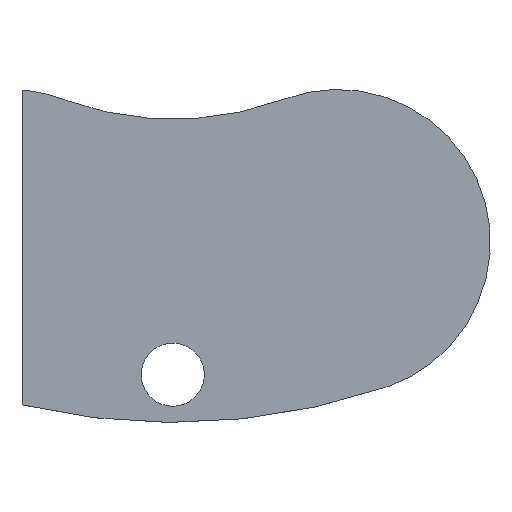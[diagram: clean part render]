
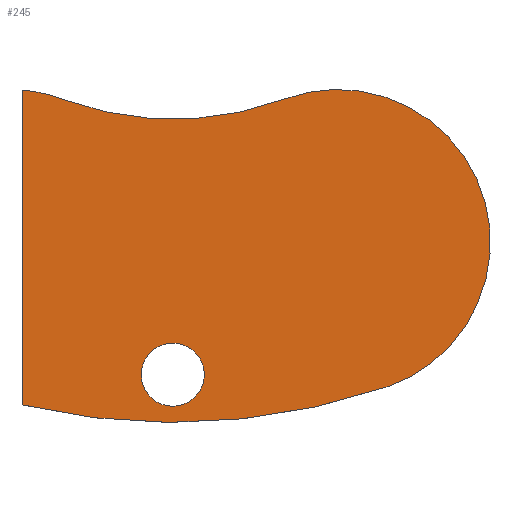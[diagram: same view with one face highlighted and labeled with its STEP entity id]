
A CAD part, top view. The second image highlights one B-rep face of the part: STEP entity #245.
In plain terms, the highlighted planar face has unit normal (0, 0, 1).
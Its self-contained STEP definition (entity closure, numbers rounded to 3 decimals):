
#54 = VERTEX_POINT('',#55);
#55 = CARTESIAN_POINT('',(153.318,-97.319,0.));
#73 = VERTEX_POINT('',#74);
#74 = CARTESIAN_POINT('',(161.485,-120.097,0.));
#80 = EDGE_CURVE('',#54,#73,#81,.T.);
#81 = CIRCLE('',#82,12.1);
#82 = AXIS2_PLACEMENT_3D('',#83,#84,#85);
#83 = CARTESIAN_POINT('',(157.57,-108.647,0.));
#84 = DIRECTION('',(0.,0.,-1.));
#85 = DIRECTION('',(-0.351,0.936,0.));
#106 = VERTEX_POINT('',#107);
#107 = CARTESIAN_POINT('',(135.821,-97.319,0.));
#113 = EDGE_CURVE('',#54,#106,#114,.T.);
#114 = CIRCLE('',#115,24.923);
#115 = AXIS2_PLACEMENT_3D('',#116,#117,#118);
#116 = CARTESIAN_POINT('',(144.57,-73.982,0.));
#117 = DIRECTION('',(0.,-0.,-1.));
#118 = DIRECTION('',(0.351,-0.936,0.));
#139 = VERTEX_POINT('',#140);
#140 = CARTESIAN_POINT('',(132.59,-121.518,0.));
#146 = EDGE_CURVE('',#73,#139,#147,.T.);
#147 = CIRCLE('',#148,52.317);
#148 = AXIS2_PLACEMENT_3D('',#149,#150,#151);
#149 = CARTESIAN_POINT('',(144.568,-70.59,0.));
#150 = DIRECTION('',(0.,-0.,-1.));
#151 = DIRECTION('',(0.323,-0.946,0.));
#162 = VERTEX_POINT('',#163);
#163 = CARTESIAN_POINT('',(132.59,-96.591,0.));
#179 = EDGE_CURVE('',#162,#106,#180,.T.);
#180 = CIRCLE('',#181,12.123);
#181 = AXIS2_PLACEMENT_3D('',#182,#183,#184);
#182 = CARTESIAN_POINT('',(131.564,-108.67,0.));
#183 = DIRECTION('',(0.,0.,-1.));
#184 = DIRECTION('',(0.085,0.996,0.));
#202 = EDGE_CURVE('',#139,#162,#203,.T.);
#203 = LINE('',#204,#205);
#204 = CARTESIAN_POINT('',(132.59,-121.518,0.));
#205 = VECTOR('',#206,1.);
#206 = DIRECTION('',(0.,1.,0.));
#217 = VERTEX_POINT('',#218);
#218 = CARTESIAN_POINT('',(147.026,-119.126,0.));
#234 = EDGE_CURVE('',#217,#217,#235,.T.);
#235 = CIRCLE('',#236,2.5);
#236 = AXIS2_PLACEMENT_3D('',#237,#238,#239);
#237 = CARTESIAN_POINT('',(144.526,-119.126,0.));
#238 = DIRECTION('',(0.,0.,1.));
#239 = DIRECTION('',(1.,0.,-0.));
#245 = ADVANCED_FACE('',(#246,#253),#256,.F.);
#246 = FACE_BOUND('',#247,.F.);
#247 = EDGE_LOOP('',(#248,#249,#250,#251,#252));
#248 = ORIENTED_EDGE('',*,*,#80,.T.);
#249 = ORIENTED_EDGE('',*,*,#146,.T.);
#250 = ORIENTED_EDGE('',*,*,#202,.T.);
#251 = ORIENTED_EDGE('',*,*,#179,.T.);
#252 = ORIENTED_EDGE('',*,*,#113,.F.);
#253 = FACE_BOUND('',#254,.F.);
#254 = EDGE_LOOP('',(#255));
#255 = ORIENTED_EDGE('',*,*,#234,.T.);
#256 = PLANE('',#257);
#257 = AXIS2_PLACEMENT_3D('',#258,#259,#260);
#258 = CARTESIAN_POINT('',(148.633,-109.466,0.));
#259 = DIRECTION('',(-0.,-0.,-1.));
#260 = DIRECTION('',(-1.,0.,0.));
